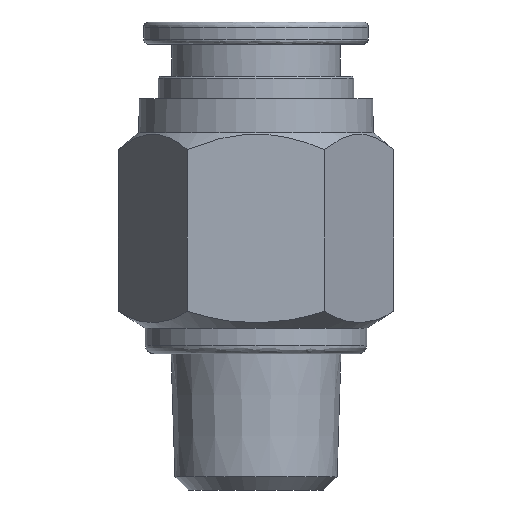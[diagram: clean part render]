
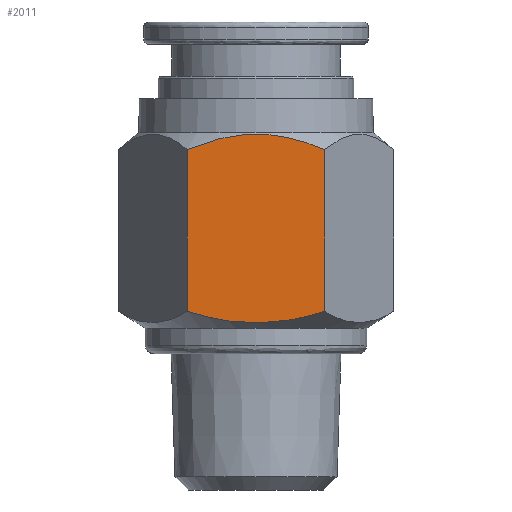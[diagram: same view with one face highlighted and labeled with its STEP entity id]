
A CAD part, front view. The second image highlights one B-rep face of the part: STEP entity #2011.
In plain terms, the highlighted planar face has unit normal (0, -1, 0).
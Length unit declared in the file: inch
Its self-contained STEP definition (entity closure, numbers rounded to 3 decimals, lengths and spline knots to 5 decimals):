
#3 = CARTESIAN_POINT ( 'NONE',  ( -1.02199, -0.27559, 0.98425 ) ) ;
#19 = CARTESIAN_POINT ( 'NONE',  ( -1.23578, -0.27559, 0.81918 ) ) ;
#22 = CARTESIAN_POINT ( 'NONE',  ( -1.02199, -0.27559, 0.7874 ) ) ;
#102 = CARTESIAN_POINT ( 'NONE',  ( -1.34021, -0.27559, 0.7874 ) ) ;
#103 = CARTESIAN_POINT ( 'NONE',  ( -1.16796, -0.27559, 0.38644 ) ) ;
#104 = PLANE ( 'NONE',  #2755 ) ;
#228 = CARTESIAN_POINT ( 'NONE',  ( -1.02199, -0.27559, 0.41339 ) ) ;
#303 = CARTESIAN_POINT ( 'NONE',  ( -1.12732, -0.27559, 0.38954 ) ) ;
#443 = CARTESIAN_POINT ( 'NONE',  ( -1.03469, -0.27559, 0.79277 ) ) ;
#489 = VERTEX_POINT ( 'NONE', #228 ) ;
#534 = DIRECTION ( 'NONE',  ( 0., 0., -1. ) ) ;
#544 = CARTESIAN_POINT ( 'NONE',  ( -1.11394, -0.27559, 0.39137 ) ) ;
#665 = CARTESIAN_POINT ( 'NONE',  ( -1.24922, -0.27559, 0.81667 ) ) ;
#700 = VERTEX_POINT ( 'NONE', #1928 ) ;
#737 = CARTESIAN_POINT ( 'NONE',  ( -1.28824, -0.27559, 0.39846 ) ) ;
#740 = ORIENTED_EDGE ( 'NONE', *, *, #1766, .T. ) ;
#744 = CARTESIAN_POINT ( 'NONE',  ( -1.15429, -0.27559, 0.38707 ) ) ;
#850 = CARTESIAN_POINT ( 'NONE',  ( -1.34021, -0.27559, 0.7874 ) ) ;
#959 = EDGE_LOOP ( 'NONE', ( #2295, #2001, #2190, #740 ) ) ;
#964 = LINE ( 'NONE', #1903, #1383 ) ;
#992 = DIRECTION ( 'NONE',  ( 1., 0., 0. ) ) ;
#1065 = CARTESIAN_POINT ( 'NONE',  ( -1.31484, -0.27559, 0.79813 ) ) ;
#1102 = VECTOR ( 'NONE', #2391, 39.37008 ) ;
#1150 = EDGE_CURVE ( 'NONE', #700, #489, #1264, .T. ) ;
#1177 = CARTESIAN_POINT ( 'NONE',  ( -1.23541, -0.27559, 0.38908 ) ) ;
#1199 = CARTESIAN_POINT ( 'NONE',  ( -1.02199, -0.27559, 0.41339 ) ) ;
#1264 = B_SPLINE_CURVE_WITH_KNOTS ( 'NONE', 3,
 ( #2288, #1862, #737, #1177, #1393, #103, #744, #303, #544, #2073, #2511, #1199 ),
 .UNSPECIFIED., .F., .F.,
 ( 4, 2, 2, 2, 2, 4 ),
 ( 0., 0.00204, 0.00409, 0.00511, 0.00613, 0.00818 ),
 .UNSPECIFIED. ) ;
#1333 = CARTESIAN_POINT ( 'NONE',  ( -1.15358, -0.27559, 0.82343 ) ) ;
#1383 = VECTOR ( 'NONE', #534, 39.37008 ) ;
#1393 = CARTESIAN_POINT ( 'NONE',  ( -1.20867, -0.27559, 0.38648 ) ) ;
#1417 = DIRECTION ( 'NONE',  ( 0., -1., 0. ) ) ;
#1440 = LINE ( 'NONE', #3, #1102 ) ;
#1522 = CARTESIAN_POINT ( 'NONE',  ( -1.07365, -0.27559, 0.80657 ) ) ;
#1606 = VERTEX_POINT ( 'NONE', #102 ) ;
#1738 = CARTESIAN_POINT ( 'NONE',  ( -1.08687, -0.27559, 0.81044 ) ) ;
#1766 = EDGE_CURVE ( 'NONE', #1606, #700, #964, .T. ) ;
#1778 = CARTESIAN_POINT ( 'NONE',  ( -1.02199, -0.27559, 0.7874 ) ) ;
#1862 = CARTESIAN_POINT ( 'NONE',  ( -1.31434, -0.27559, 0.40521 ) ) ;
#1903 = CARTESIAN_POINT ( 'NONE',  ( -1.34021, -0.27559, 0.98425 ) ) ;
#1928 = CARTESIAN_POINT ( 'NONE',  ( -1.34021, -0.27559, 0.41339 ) ) ;
#1936 = FACE_OUTER_BOUND ( 'NONE', #959, .T. ) ;
#1964 = CARTESIAN_POINT ( 'NONE',  ( -1.28901, -0.27559, 0.80715 ) ) ;
#2001 = ORIENTED_EDGE ( 'NONE', *, *, #2523, .T. ) ;
#2011 = ADVANCED_FACE ( 'NONE', ( #1936 ), #104, .T. ) ;
#2073 = CARTESIAN_POINT ( 'NONE',  ( -1.0741, -0.27559, 0.39842 ) ) ;
#2190 = ORIENTED_EDGE ( 'NONE', *, *, #2522, .F. ) ;
#2284 = VERTEX_POINT ( 'NONE', #22 ) ;
#2288 = CARTESIAN_POINT ( 'NONE',  ( -1.34021, -0.27559, 0.41339 ) ) ;
#2295 = ORIENTED_EDGE ( 'NONE', *, *, #1150, .T. ) ;
#2320 = B_SPLINE_CURVE_WITH_KNOTS ( 'NONE', 3,
 ( #850, #1065, #1964, #665, #19, #2419, #2623, #1333, #2607, #1738, #1522, #2410, #443, #1778 ),
 .UNSPECIFIED., .F., .F.,
 ( 4, 2, 2, 2, 2, 2, 4 ),
 ( 0., 0.00208, 0.00312, 0.00416, 0.00623, 0.00727, 0.00831 ),
 .UNSPECIFIED. ) ;
#2391 = DIRECTION ( 'NONE',  ( 0., 0., 1. ) ) ;
#2410 = CARTESIAN_POINT ( 'NONE',  ( -1.04755, -0.27559, 0.79772 ) ) ;
#2419 = CARTESIAN_POINT ( 'NONE',  ( -1.20848, -0.27559, 0.82257 ) ) ;
#2511 = CARTESIAN_POINT ( 'NONE',  ( -1.04791, -0.27559, 0.4052 ) ) ;
#2522 = EDGE_CURVE ( 'NONE', #1606, #2284, #2320, .T. ) ;
#2523 = EDGE_CURVE ( 'NONE', #489, #2284, #1440, .T. ) ;
#2607 = CARTESIAN_POINT ( 'NONE',  ( -1.12668, -0.27559, 0.81992 ) ) ;
#2623 = CARTESIAN_POINT ( 'NONE',  ( -1.19459, -0.27559, 0.82345 ) ) ;
#2720 = CARTESIAN_POINT ( 'NONE',  ( -1.02199, -0.27559, 0.98425 ) ) ;
#2755 = AXIS2_PLACEMENT_3D ( 'NONE', #2720, #1417, #992 ) ;
